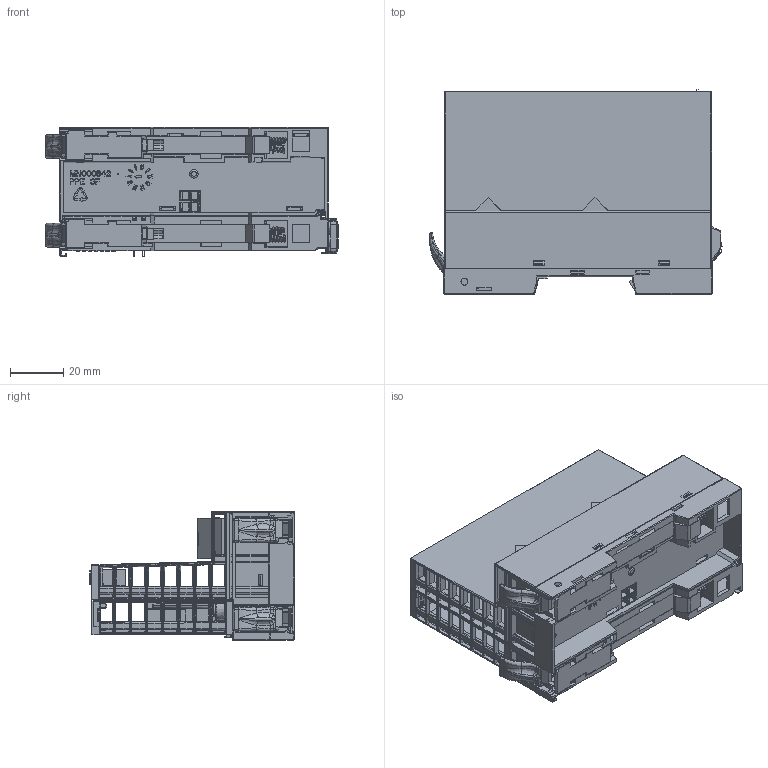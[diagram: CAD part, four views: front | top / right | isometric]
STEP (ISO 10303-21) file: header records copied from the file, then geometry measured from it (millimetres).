
FILE_DESCRIPTION((''),'2;1');
FILE_NAME('053-1PN00_DET5','2014-03-12T',('TReuther'),(''),'PRO/ENGINEER BY PARAMETRIC TECHNOLOGY CORPORATION, 2013320','PRO/ENGINEER BY PARAMETRIC TECHNOLOGY CORPORATION, 2013320','');
FILE_SCHEMA(('CONFIG_CONTROL_DESIGN'));
Products named in the file (1): 053-1PN00_DET5
Bounding box: 109.57 x 76.5 x 48.32 mm (x, y, z)
Surface area: 78436.2 mm2 (no closed solid volume)
Topology: 0 solids, 406 shells, 2238 faces, 16984 edges, 14793 vertices
Faces by surface type: plane 1557, cylinder 404, torus 116, bspline 88, cone 53, extrusion 20
Entity records: 166462 total; most frequent: CARTESIAN_POINT 47569, DIRECTION 21625, ORIENTED_EDGE 20790, EDGE_CURVE 16984, VERTEX_POINT 14793, VECTOR 14327, LINE 14307, AXIS2_PLACEMENT_3D 3649
